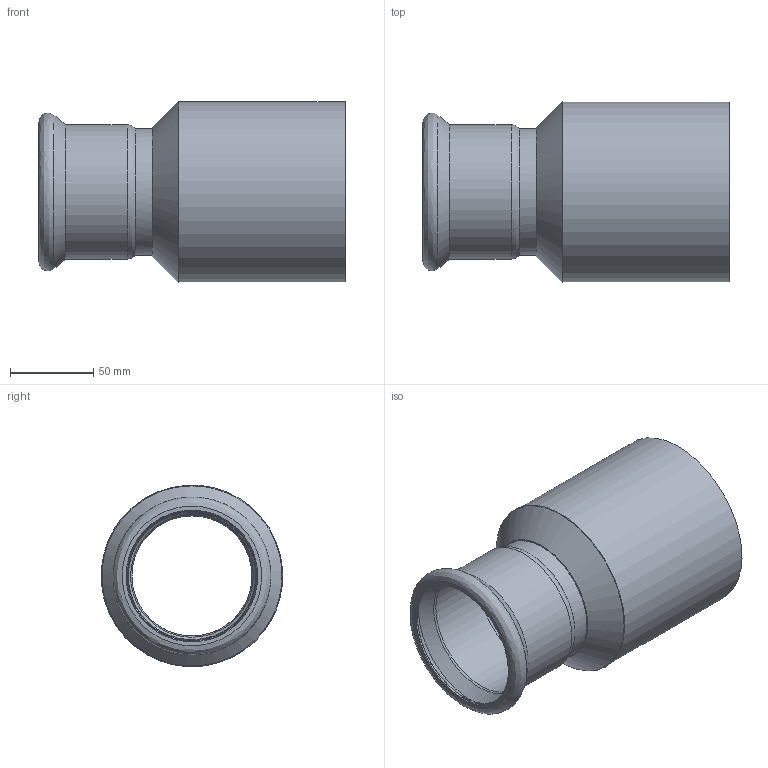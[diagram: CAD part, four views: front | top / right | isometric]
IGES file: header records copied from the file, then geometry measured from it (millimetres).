
Global section: file name: 42446; native system: Autodesk Inventor 2023; preprocessor: unknown; author: JANAN; date: 20230908.111428; units: millimetre
Bounding box: 183.67 x 108.77 x 108.77 mm (x, y, z)
Volume: 118044.4 mm3; surface area: 121226.4 mm2
Topology: 3 solids, 3 shells, 26 faces, 53 edges, 34 vertices
Faces by surface type: bspline 26
